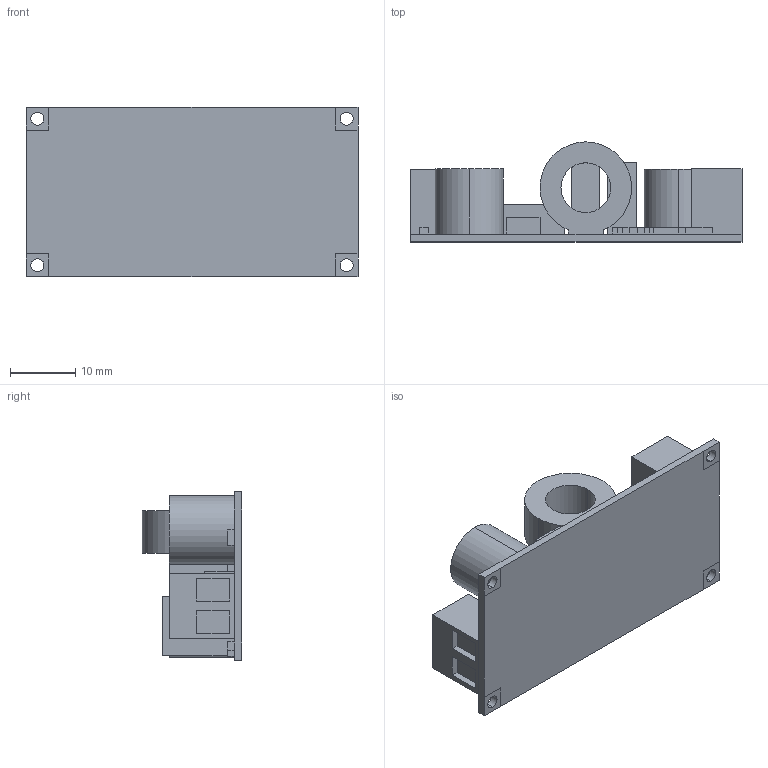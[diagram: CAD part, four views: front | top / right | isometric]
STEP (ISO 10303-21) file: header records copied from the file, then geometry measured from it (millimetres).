
FILE_DESCRIPTION (( 'STEP AP214' ), '1' );
FILE_NAME ('ConstantCurrent.STEP', '2021-05-17T02:35:29', ( '' ), ( '' ), 'SwSTEP 2.0', 'SolidWorks 2020', '' );
FILE_SCHEMA (( 'AUTOMOTIVE_DESIGN' ));
Length unit declared in the file: millimetre
Products named in the file (1): ConstantCurrent
Bounding box: 51 x 15.36 x 26 mm (x, y, z)
Volume: 6950.3 mm3; surface area: 7206.5 mm2
Topology: 27 solids, 27 shells, 210 faces, 452 edges, 304 vertices
Faces by surface type: plane 185, cylinder 25
Entity records: 6446 total; most frequent: CARTESIAN_POINT 967, DIRECTION 924, ORIENTED_EDGE 904, EDGE_CURVE 452, VECTOR 402, LINE 402, VERTEX_POINT 304, AXIS2_PLACEMENT_3D 261
